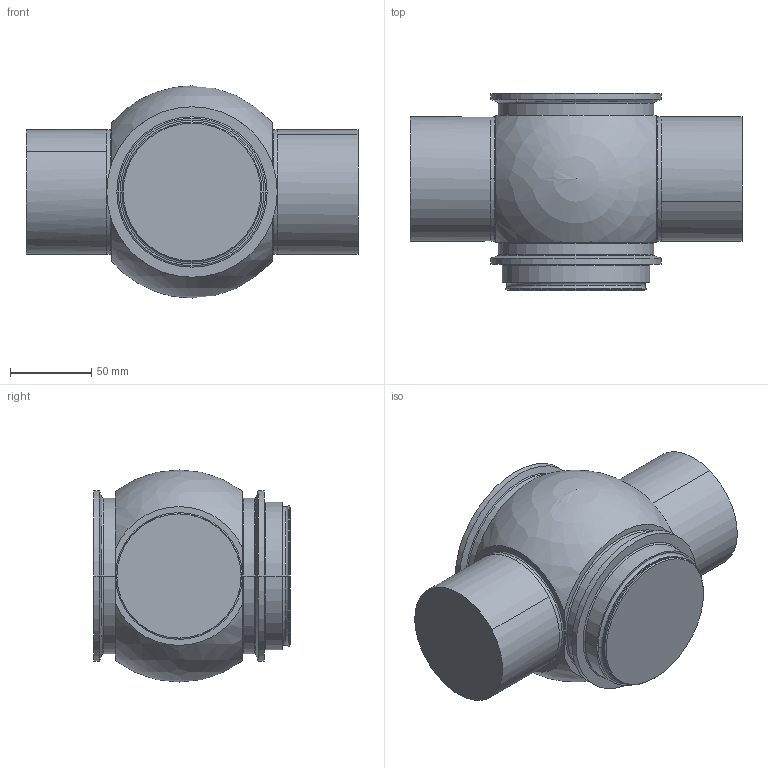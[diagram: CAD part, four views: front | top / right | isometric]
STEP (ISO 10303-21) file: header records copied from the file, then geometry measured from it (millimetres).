
FILE_DESCRIPTION (( 'STEP AP203' ), '1' );
FILE_NAME ('119026.STEP', '2018-04-30T19:31:47', ( '' ), ( '' ), 'SwSTEP 2.0', 'SolidWorks 2014', '' );
FILE_SCHEMA (( 'CONFIG_CONTROL_DESIGN' ));
Length unit declared in the file: inch
Products named in the file (1): 119026
Bounding box: 203.71 x 120.85 x 130.15 mm (x, y, z)
Volume: 1603373.4 mm3; surface area: 89626 mm2
Topology: 1 solids, 1 shells, 60 faces, 136 edges, 80 vertices
Faces by surface type: cylinder 22, torus 18, plane 10, cone 6, sphere 2, bspline 2
Entity records: 1761 total; most frequent: DIRECTION 338, CARTESIAN_POINT 311, ORIENTED_EDGE 260, AXIS2_PLACEMENT_3D 151, EDGE_CURVE 130, CIRCLE 92, VERTEX_POINT 76, EDGE_LOOP 64
